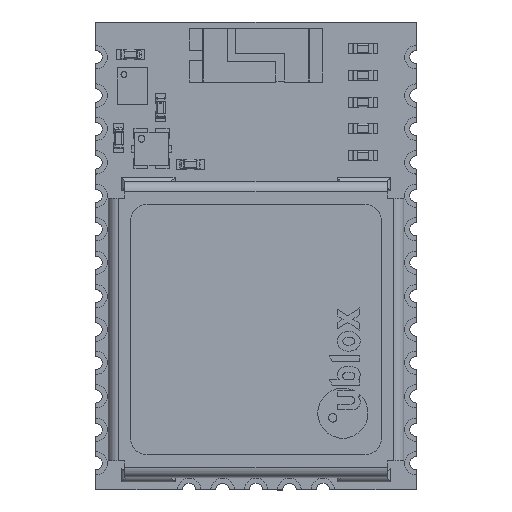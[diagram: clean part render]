
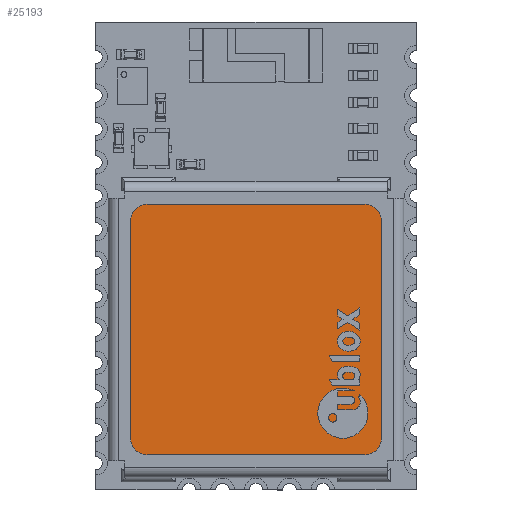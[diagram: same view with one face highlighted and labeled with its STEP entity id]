
A CAD part, top view. The second image highlights one B-rep face of the part: STEP entity #25193.
In plain terms, the highlighted face is planar.
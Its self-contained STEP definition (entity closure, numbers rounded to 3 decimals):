
#6294 = LINE ( 'NONE', #6307, #17815 ) ;
#6296 = CARTESIAN_POINT ( 'NONE',  ( 3.25, 0.05, -3.25 ) ) ;
#6297 = DIRECTION ( 'NONE',  ( 0., 1., 0. ) ) ;
#6298 = DIRECTION ( 'NONE',  ( 0., 0., -1. ) ) ;
#6307 = CARTESIAN_POINT ( 'NONE',  ( -3.25, 0.05, -3.75 ) ) ;
#6308 = DIRECTION ( 'NONE',  ( -1., 0., 0. ) ) ;
#6316 = LINE ( 'NONE', #6325, #17833 ) ;
#6317 = CARTESIAN_POINT ( 'NONE',  ( -3.25, 0.05, -3.25 ) ) ;
#6318 = DIRECTION ( 'NONE',  ( 0., 1., 0. ) ) ;
#6319 = DIRECTION ( 'NONE',  ( 0., 0., -1. ) ) ;
#6325 = CARTESIAN_POINT ( 'NONE',  ( -3.75, 0.05, 3.25 ) ) ;
#6326 = DIRECTION ( 'NONE',  ( 0., 0., 1. ) ) ;
#6334 = LINE ( 'NONE', #6343, #17850 ) ;
#6335 = CARTESIAN_POINT ( 'NONE',  ( -3.25, 0.05, 3.25 ) ) ;
#6336 = DIRECTION ( 'NONE',  ( 0., 1., 0. ) ) ;
#6337 = DIRECTION ( 'NONE',  ( 0., 0., -1. ) ) ;
#6343 = CARTESIAN_POINT ( 'NONE',  ( -3.25, 0.05, 3.75 ) ) ;
#6344 = DIRECTION ( 'NONE',  ( 1., 0., 0. ) ) ;
#6353 = CARTESIAN_POINT ( 'NONE',  ( 3.25, 0.05, 3.25 ) ) ;
#6354 = DIRECTION ( 'NONE',  ( 0., 1., 0. ) ) ;
#6355 = DIRECTION ( 'NONE',  ( 0., 0., 1. ) ) ;
#6357 = LINE ( 'NONE', #6358, #17874 ) ;
#6358 = CARTESIAN_POINT ( 'NONE',  ( 3.75, 0.05, 3.25 ) ) ;
#6359 = DIRECTION ( 'NONE',  ( 0., 0., -1. ) ) ;
#17809 = CIRCLE ( 'NONE', #17817, 0.5 ) ;
#17815 = VECTOR ( 'NONE', #6308, 1000. ) ;
#17817 = AXIS2_PLACEMENT_3D ( 'NONE', #6296, #6297, #6298 ) ;
#17824 = CIRCLE ( 'NONE', #17837, 0.5 ) ;
#17833 = VECTOR ( 'NONE', #6326, 1000. ) ;
#17837 = AXIS2_PLACEMENT_3D ( 'NONE', #6317, #6318, #6319 ) ;
#17841 = CIRCLE ( 'NONE', #17854, 0.5 ) ;
#17850 = VECTOR ( 'NONE', #6344, 1000. ) ;
#17854 = AXIS2_PLACEMENT_3D ( 'NONE', #6335, #6336, #6337 ) ;
#17859 = CIRCLE ( 'NONE', #17872, 0.5 ) ;
#17872 = AXIS2_PLACEMENT_3D ( 'NONE', #6353, #6354, #6355 ) ;
#17874 = VECTOR ( 'NONE', #6359, 1000. ) ;
#18797 = VERTEX_POINT ( 'NONE', #43165 ) ;
#18801 = VERTEX_POINT ( 'NONE', #43169 ) ;
#18814 = VERTEX_POINT ( 'NONE', #43172 ) ;
#18819 = VERTEX_POINT ( 'NONE', #43175 ) ;
#18826 = VERTEX_POINT ( 'NONE', #43180 ) ;
#18838 = VERTEX_POINT ( 'NONE', #43188 ) ;
#18840 = VERTEX_POINT ( 'NONE', #43191 ) ;
#18844 = VERTEX_POINT ( 'NONE', #43195 ) ;
#22805 = PLANE ( 'NONE',  #37268 ) ;
#22812 = CARTESIAN_POINT ( 'NONE',  ( 3.25, 0.05, -3.25 ) ) ;
#22822 = FACE_OUTER_BOUND ( 'NONE', #34563, .T. ) ;
#22829 = DIRECTION ( 'NONE',  ( 0., -1., 0. ) ) ;
#22831 = DIRECTION ( 'NONE',  ( 0., 0., -1. ) ) ;
#25193 = ADVANCED_FACE ( 'NONE', ( #22822 ), #22805, .F. ) ;
#28531 = EDGE_CURVE ( 'NONE', #18840, #18844, #17809, .T. ) ;
#28535 = EDGE_CURVE ( 'NONE', #18844, #18838, #6294, .T. ) ;
#28538 = EDGE_CURVE ( 'NONE', #18838, #18826, #17824, .T. ) ;
#28541 = EDGE_CURVE ( 'NONE', #18826, #18819, #6316, .T. ) ;
#28544 = EDGE_CURVE ( 'NONE', #18819, #18814, #17841, .T. ) ;
#28547 = EDGE_CURVE ( 'NONE', #18814, #18801, #6334, .T. ) ;
#28550 = EDGE_CURVE ( 'NONE', #18801, #18797, #17859, .T. ) ;
#28552 = EDGE_CURVE ( 'NONE', #18797, #18840, #6357, .T. ) ;
#34563 = EDGE_LOOP ( 'NONE', ( #36929, #36930, #36931, #36932, #36933, #36934, #36935, #36936 ) ) ;
#36929 = ORIENTED_EDGE ( 'NONE', *, *, #28531, .T. ) ;
#36930 = ORIENTED_EDGE ( 'NONE', *, *, #28535, .T. ) ;
#36931 = ORIENTED_EDGE ( 'NONE', *, *, #28538, .T. ) ;
#36932 = ORIENTED_EDGE ( 'NONE', *, *, #28541, .T. ) ;
#36933 = ORIENTED_EDGE ( 'NONE', *, *, #28544, .T. ) ;
#36934 = ORIENTED_EDGE ( 'NONE', *, *, #28547, .T. ) ;
#36935 = ORIENTED_EDGE ( 'NONE', *, *, #28550, .T. ) ;
#36936 = ORIENTED_EDGE ( 'NONE', *, *, #28552, .T. ) ;
#37268 = AXIS2_PLACEMENT_3D ( 'NONE', #22812, #22829, #22831 ) ;
#43165 = CARTESIAN_POINT ( 'NONE',  ( 3.75, 0.05, 3.25 ) ) ;
#43169 = CARTESIAN_POINT ( 'NONE',  ( 3.25, 0.05, 3.75 ) ) ;
#43172 = CARTESIAN_POINT ( 'NONE',  ( -3.25, 0.05, 3.75 ) ) ;
#43175 = CARTESIAN_POINT ( 'NONE',  ( -3.75, 0.05, 3.25 ) ) ;
#43180 = CARTESIAN_POINT ( 'NONE',  ( -3.75, 0.05, -3.25 ) ) ;
#43188 = CARTESIAN_POINT ( 'NONE',  ( -3.25, 0.05, -3.75 ) ) ;
#43191 = CARTESIAN_POINT ( 'NONE',  ( 3.75, 0.05, -3.25 ) ) ;
#43195 = CARTESIAN_POINT ( 'NONE',  ( 3.25, 0.05, -3.75 ) ) ;
